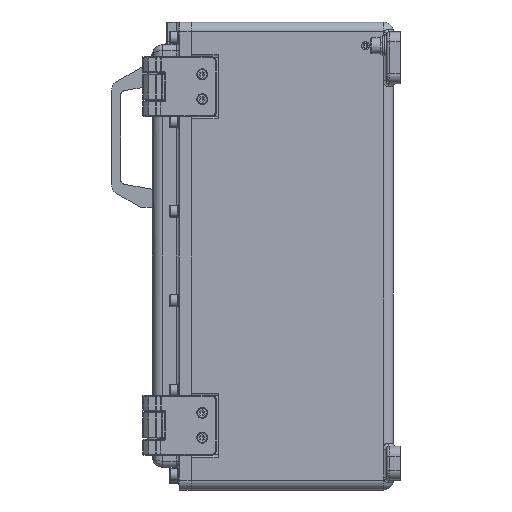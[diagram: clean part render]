
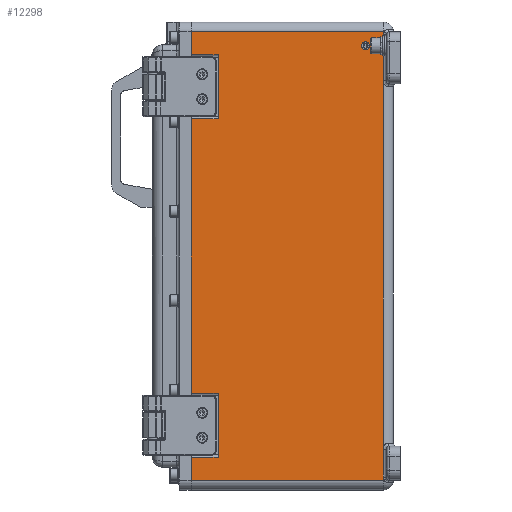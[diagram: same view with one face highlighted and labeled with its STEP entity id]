
A CAD part, left-side view. The second image highlights one B-rep face of the part: STEP entity #12298.
In plain terms, the highlighted planar face has unit normal (-1, 0, 0).
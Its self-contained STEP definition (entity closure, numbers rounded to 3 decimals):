
#698 = CARTESIAN_POINT ( 'NONE',  ( -185., 10., 222. ) ) ;
#1249 = VERTEX_POINT ( 'NONE', #13996 ) ;
#1896 = DIRECTION ( 'NONE',  ( 0., 1., 0. ) ) ;
#3287 = VECTOR ( 'NONE', #75251, 1000. ) ;
#5008 = ORIENTED_EDGE ( 'NONE', *, *, #7420, .F. ) ;
#5920 = DIRECTION ( 'NONE',  ( 0., 0., 1. ) ) ;
#6128 = DIRECTION ( 'NONE',  ( 0., 0., 1. ) ) ;
#6356 = ORIENTED_EDGE ( 'NONE', *, *, #21090, .T. ) ;
#6898 = CARTESIAN_POINT ( 'NONE',  ( -185., 203., -225. ) ) ;
#7420 = EDGE_CURVE ( 'NONE', #65685, #54112, #34329, .T. ) ;
#7435 = CARTESIAN_POINT ( 'NONE',  ( -185., 176., 138. ) ) ;
#8271 = DIRECTION ( 'NONE',  ( 0., 1., 0. ) ) ;
#8353 = CARTESIAN_POINT ( 'NONE',  ( -185., 176., 202. ) ) ;
#8530 = CARTESIAN_POINT ( 'NONE',  ( -185., 203., -138. ) ) ;
#8991 = VERTEX_POINT ( 'NONE', #28524 ) ;
#9017 = VECTOR ( 'NONE', #15328, 1000. ) ;
#10828 = EDGE_CURVE ( 'NONE', #1249, #48939, #56166, .T. ) ;
#11000 = VECTOR ( 'NONE', #46106, 1000. ) ;
#11488 = DIRECTION ( 'NONE',  ( 0., 0., -1. ) ) ;
#12298 = ADVANCED_FACE ( 'NONE', ( #75238 ), #46624, .F. ) ;
#12614 = CARTESIAN_POINT ( 'NONE',  ( -185., 10., -235. ) ) ;
#12803 = ORIENTED_EDGE ( 'NONE', *, *, #38769, .F. ) ;
#13367 = LINE ( 'NONE', #8530, #27217 ) ;
#13845 = EDGE_CURVE ( 'NONE', #54112, #1249, #57620, .T. ) ;
#13996 = CARTESIAN_POINT ( 'NONE',  ( -185., 203., 202. ) ) ;
#14217 = DIRECTION ( 'NONE',  ( 0., 1., 0. ) ) ;
#14600 = LINE ( 'NONE', #53344, #74605 ) ;
#14732 = CARTESIAN_POINT ( 'NONE',  ( -185., 203., 202. ) ) ;
#15328 = DIRECTION ( 'NONE',  ( 0., 0., 1. ) ) ;
#15612 = VERTEX_POINT ( 'NONE', #41206 ) ;
#15870 = EDGE_CURVE ( 'NONE', #15612, #18000, #49031, .T. ) ;
#16084 = LINE ( 'NONE', #27402, #46543 ) ;
#16672 = CARTESIAN_POINT ( 'NONE',  ( -185., 203., -235. ) ) ;
#16854 = ORIENTED_EDGE ( 'NONE', *, *, #10828, .F. ) ;
#17347 = CARTESIAN_POINT ( 'NONE',  ( -185., 176., -202. ) ) ;
#18000 = VERTEX_POINT ( 'NONE', #38455 ) ;
#18207 = ORIENTED_EDGE ( 'NONE', *, *, #15870, .F. ) ;
#18274 = CARTESIAN_POINT ( 'NONE',  ( -185., 10., -235. ) ) ;
#20434 = ORIENTED_EDGE ( 'NONE', *, *, #46580, .T. ) ;
#20982 = VECTOR ( 'NONE', #5920, 1000. ) ;
#21090 = EDGE_CURVE ( 'NONE', #57013, #8991, #68833, .T. ) ;
#21739 = VECTOR ( 'NONE', #24844, 1000. ) ;
#23137 = DIRECTION ( 'NONE',  ( 1., 0., 0. ) ) ;
#24172 = CARTESIAN_POINT ( 'NONE',  ( -185., 203., -235. ) ) ;
#24339 = CARTESIAN_POINT ( 'NONE',  ( -185., 10., 176. ) ) ;
#24821 = ORIENTED_EDGE ( 'NONE', *, *, #33929, .F. ) ;
#24844 = DIRECTION ( 'NONE',  ( 0., -1., 0. ) ) ;
#27217 = VECTOR ( 'NONE', #8271, 1000. ) ;
#27402 = CARTESIAN_POINT ( 'NONE',  ( -185., 10., -235. ) ) ;
#28524 = CARTESIAN_POINT ( 'NONE',  ( -185., 10., 225. ) ) ;
#28619 = VERTEX_POINT ( 'NONE', #24339 ) ;
#29867 = DIRECTION ( 'NONE',  ( 0., -1., 0. ) ) ;
#29924 = DIRECTION ( 'NONE',  ( 0., 0., 1. ) ) ;
#31533 = CARTESIAN_POINT ( 'NONE',  ( -185., 203., -138. ) ) ;
#33929 = EDGE_CURVE ( 'NONE', #67276, #15612, #68209, .T. ) ;
#34329 = LINE ( 'NONE', #7435, #49978 ) ;
#34767 = CARTESIAN_POINT ( 'NONE',  ( -185., 203., 225. ) ) ;
#35146 = ORIENTED_EDGE ( 'NONE', *, *, #43665, .T. ) ;
#35570 = CARTESIAN_POINT ( 'NONE',  ( -185., 203., -202. ) ) ;
#36938 = DIRECTION ( 'NONE',  ( 0., 0., 1. ) ) ;
#37488 = LINE ( 'NONE', #65375, #21739 ) ;
#38014 = EDGE_CURVE ( 'NONE', #18000, #47413, #13367, .T. ) ;
#38264 = EDGE_CURVE ( 'NONE', #28619, #57013, #16084, .T. ) ;
#38455 = CARTESIAN_POINT ( 'NONE',  ( -185., 176., -138. ) ) ;
#38769 = EDGE_CURVE ( 'NONE', #47413, #53813, #63133, .T. ) ;
#39180 = VECTOR ( 'NONE', #29924, 1000. ) ;
#40419 = LINE ( 'NONE', #18274, #46843 ) ;
#40872 = DIRECTION ( 'NONE',  ( 0., 0., 1. ) ) ;
#41206 = CARTESIAN_POINT ( 'NONE',  ( -185., 176., -202. ) ) ;
#41525 = LINE ( 'NONE', #54574, #73705 ) ;
#42159 = ORIENTED_EDGE ( 'NONE', *, *, #38014, .F. ) ;
#43665 = EDGE_CURVE ( 'NONE', #71651, #59888, #14600, .T. ) ;
#44627 = EDGE_CURVE ( 'NONE', #49037, #63076, #66267, .T. ) ;
#44900 = AXIS2_PLACEMENT_3D ( 'NONE', #16672, #23137, #11488 ) ;
#46106 = DIRECTION ( 'NONE',  ( 0., 0., 1. ) ) ;
#46543 = VECTOR ( 'NONE', #51644, 1000. ) ;
#46580 = EDGE_CURVE ( 'NONE', #63076, #28619, #66467, .T. ) ;
#46624 = PLANE ( 'NONE',  #44900 ) ;
#46656 = EDGE_CURVE ( 'NONE', #71651, #67276, #70149, .T. ) ;
#46763 = CARTESIAN_POINT ( 'NONE',  ( -185., 203., -202. ) ) ;
#46843 = VECTOR ( 'NONE', #6128, 1000. ) ;
#46893 = EDGE_CURVE ( 'NONE', #8991, #48939, #41525, .T. ) ;
#47053 = VECTOR ( 'NONE', #47143, 1000. ) ;
#47143 = DIRECTION ( 'NONE',  ( 0., 0., 1. ) ) ;
#47413 = VERTEX_POINT ( 'NONE', #31533 ) ;
#47491 = VECTOR ( 'NONE', #14217, 1000. ) ;
#48939 = VERTEX_POINT ( 'NONE', #34767 ) ;
#49031 = LINE ( 'NONE', #17347, #59189 ) ;
#49037 = VERTEX_POINT ( 'NONE', #53800 ) ;
#49089 = ORIENTED_EDGE ( 'NONE', *, *, #38264, .T. ) ;
#49851 = ORIENTED_EDGE ( 'NONE', *, *, #69082, .F. ) ;
#49978 = VECTOR ( 'NONE', #36938, 1000. ) ;
#51338 = CARTESIAN_POINT ( 'NONE',  ( -185., 10., -235. ) ) ;
#51644 = DIRECTION ( 'NONE',  ( 0., 0., 1. ) ) ;
#52518 = VECTOR ( 'NONE', #29867, 1000. ) ;
#52749 = ORIENTED_EDGE ( 'NONE', *, *, #44627, .T. ) ;
#53344 = CARTESIAN_POINT ( 'NONE',  ( -185., 203., -225. ) ) ;
#53379 = CARTESIAN_POINT ( 'NONE',  ( -185., 203., -235. ) ) ;
#53569 = ORIENTED_EDGE ( 'NONE', *, *, #46893, .T. ) ;
#53800 = CARTESIAN_POINT ( 'NONE',  ( -185., 10., -222. ) ) ;
#53813 = VERTEX_POINT ( 'NONE', #64984 ) ;
#54112 = VERTEX_POINT ( 'NONE', #8353 ) ;
#54574 = CARTESIAN_POINT ( 'NONE',  ( -185., 203., 225. ) ) ;
#56166 = LINE ( 'NONE', #61802, #9017 ) ;
#57013 = VERTEX_POINT ( 'NONE', #698 ) ;
#57620 = LINE ( 'NONE', #14732, #47491 ) ;
#59189 = VECTOR ( 'NONE', #40872, 1000. ) ;
#59888 = VERTEX_POINT ( 'NONE', #61463 ) ;
#61463 = CARTESIAN_POINT ( 'NONE',  ( -185., 10., -225. ) ) ;
#61570 = CARTESIAN_POINT ( 'NONE',  ( -185., 176., 138. ) ) ;
#61802 = CARTESIAN_POINT ( 'NONE',  ( -185., 203., -235. ) ) ;
#62758 = ORIENTED_EDGE ( 'NONE', *, *, #13845, .F. ) ;
#63076 = VERTEX_POINT ( 'NONE', #69480 ) ;
#63133 = LINE ( 'NONE', #53379, #39180 ) ;
#64984 = CARTESIAN_POINT ( 'NONE',  ( -185., 203., 138. ) ) ;
#65218 = DIRECTION ( 'NONE',  ( 0., -1., 0. ) ) ;
#65375 = CARTESIAN_POINT ( 'NONE',  ( -185., 203., 138. ) ) ;
#65685 = VERTEX_POINT ( 'NONE', #61570 ) ;
#66267 = LINE ( 'NONE', #12614, #20982 ) ;
#66467 = LINE ( 'NONE', #75726, #11000 ) ;
#67276 = VERTEX_POINT ( 'NONE', #46763 ) ;
#67829 = EDGE_CURVE ( 'NONE', #59888, #49037, #40419, .T. ) ;
#68209 = LINE ( 'NONE', #35570, #52518 ) ;
#68833 = LINE ( 'NONE', #51338, #3287 ) ;
#69076 = ORIENTED_EDGE ( 'NONE', *, *, #67829, .T. ) ;
#69082 = EDGE_CURVE ( 'NONE', #53813, #65685, #37488, .T. ) ;
#69480 = CARTESIAN_POINT ( 'NONE',  ( -185., 10., -194. ) ) ;
#70149 = LINE ( 'NONE', #24172, #47053 ) ;
#71439 = EDGE_LOOP ( 'NONE', ( #5008, #49851, #12803, #42159, #18207, #24821, #73785, #35146, #69076, #52749, #20434, #49089, #6356, #53569, #16854, #62758 ) ) ;
#71651 = VERTEX_POINT ( 'NONE', #6898 ) ;
#73705 = VECTOR ( 'NONE', #1896, 1000. ) ;
#73785 = ORIENTED_EDGE ( 'NONE', *, *, #46656, .F. ) ;
#74605 = VECTOR ( 'NONE', #65218, 1000. ) ;
#75238 = FACE_OUTER_BOUND ( 'NONE', #71439, .T. ) ;
#75251 = DIRECTION ( 'NONE',  ( 0., 0., 1. ) ) ;
#75726 = CARTESIAN_POINT ( 'NONE',  ( -185., 10., -235. ) ) ;
